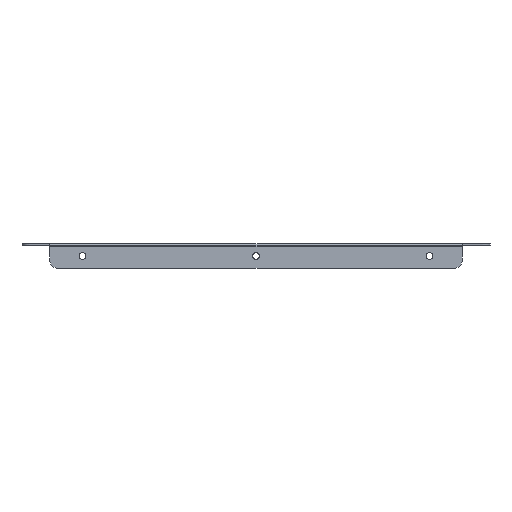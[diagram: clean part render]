
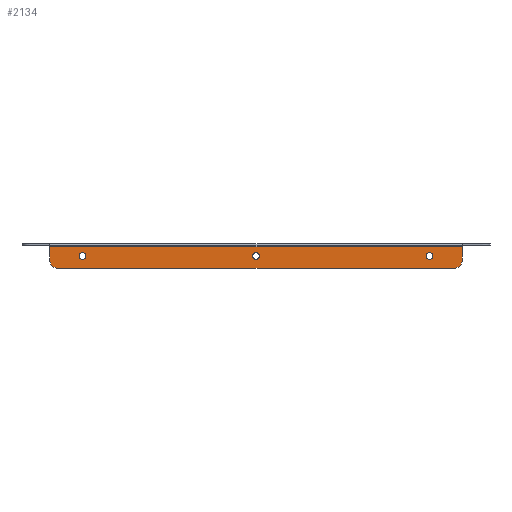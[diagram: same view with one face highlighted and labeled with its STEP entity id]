
A CAD part, front view. The second image highlights one B-rep face of the part: STEP entity #2134.
In plain terms, the highlighted planar face has unit normal (0, -1, 0).
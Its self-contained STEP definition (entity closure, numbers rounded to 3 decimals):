
#14 = VERTEX_POINT ( 'NONE', #1827 ) ;
#26 = VERTEX_POINT ( 'NONE', #2498 ) ;
#38 = AXIS2_PLACEMENT_3D ( 'NONE', #1263, #2578, #2359 ) ;
#105 = EDGE_CURVE ( 'NONE', #2601, #26, #1545, .T. ) ;
#127 = CARTESIAN_POINT ( 'NONE',  ( 121.25, -399.8, -10. ) ) ;
#128 = DIRECTION ( 'NONE',  ( 0., 1., 0. ) ) ;
#154 = LINE ( 'NONE', #1780, #2628 ) ;
#163 = DIRECTION ( 'NONE',  ( 0., 1., 0. ) ) ;
#188 = CARTESIAN_POINT ( 'NONE',  ( 0., -399.8, -15. ) ) ;
#189 = EDGE_CURVE ( 'NONE', #2165, #701, #2195, .T. ) ;
#198 = DIRECTION ( 'NONE',  ( 0., 0., -1. ) ) ;
#238 = EDGE_CURVE ( 'NONE', #701, #2165, #1477, .T. ) ;
#299 = DIRECTION ( 'NONE',  ( 0., 0., 1. ) ) ;
#310 = ORIENTED_EDGE ( 'NONE', *, *, #1427, .T. ) ;
#352 = ORIENTED_EDGE ( 'NONE', *, *, #2233, .T. ) ;
#376 = DIRECTION ( 'NONE',  ( 0., 0., 1. ) ) ;
#382 = DIRECTION ( 'NONE',  ( 1., 0., 0. ) ) ;
#412 = DIRECTION ( 'NONE',  ( 0., 0., 1. ) ) ;
#500 = VERTEX_POINT ( 'NONE', #2616 ) ;
#570 = DIRECTION ( 'NONE',  ( 0., 1., 0. ) ) ;
#610 = EDGE_CURVE ( 'NONE', #1756, #2831, #1611, .T. ) ;
#612 = DIRECTION ( 'NONE',  ( 0., 0., 1. ) ) ;
#701 = VERTEX_POINT ( 'NONE', #1716 ) ;
#735 = PLANE ( 'NONE',  #869 ) ;
#754 = CIRCLE ( 'NONE', #2238, 5. ) ;
#800 = FACE_OUTER_BOUND ( 'NONE', #2031, .T. ) ;
#809 = ORIENTED_EDGE ( 'NONE', *, *, #105, .T. ) ;
#814 = VERTEX_POINT ( 'NONE', #1908 ) ;
#830 = VERTEX_POINT ( 'NONE', #2205 ) ;
#869 = AXIS2_PLACEMENT_3D ( 'NONE', #1144, #2294, #1004 ) ;
#910 = DIRECTION ( 'NONE',  ( 1., 0., 0. ) ) ;
#926 = ORIENTED_EDGE ( 'NONE', *, *, #610, .T. ) ;
#953 = DIRECTION ( 'NONE',  ( 0., 1., 0. ) ) ;
#1000 = CARTESIAN_POINT ( 'NONE',  ( 0., -399.8, -7.5 ) ) ;
#1001 = DIRECTION ( 'NONE',  ( 0., 1., 0. ) ) ;
#1004 = DIRECTION ( 'NONE',  ( 0., 0., 1. ) ) ;
#1087 = AXIS2_PLACEMENT_3D ( 'NONE', #1448, #1902, #412 ) ;
#1120 = LINE ( 'NONE', #188, #1697 ) ;
#1144 = CARTESIAN_POINT ( 'NONE',  ( 0., -399.8, 0. ) ) ;
#1176 = AXIS2_PLACEMENT_3D ( 'NONE', #1000, #128, #2287 ) ;
#1208 = DIRECTION ( 'NONE',  ( 0., -1., 0. ) ) ;
#1216 = CARTESIAN_POINT ( 'NONE',  ( 106.25, -399.8, -5.4 ) ) ;
#1218 = FACE_BOUND ( 'NONE', #1965, .T. ) ;
#1222 = CIRCLE ( 'NONE', #1087, 5. ) ;
#1229 = AXIS2_PLACEMENT_3D ( 'NONE', #2762, #163, #376 ) ;
#1263 = CARTESIAN_POINT ( 'NONE',  ( 106.25, -399.8, -7.5 ) ) ;
#1272 = VECTOR ( 'NONE', #198, 1000. ) ;
#1315 = VERTEX_POINT ( 'NONE', #1975 ) ;
#1341 = CARTESIAN_POINT ( 'NONE',  ( 126.25, -399.8, -1.8 ) ) ;
#1378 = DIRECTION ( 'NONE',  ( 0., 0., 1. ) ) ;
#1382 = LINE ( 'NONE', #1341, #2277 ) ;
#1421 = AXIS2_PLACEMENT_3D ( 'NONE', #1852, #570, #2303 ) ;
#1427 = EDGE_CURVE ( 'NONE', #830, #814, #1466, .T. ) ;
#1448 = CARTESIAN_POINT ( 'NONE',  ( -121.25, -399.8, -10. ) ) ;
#1466 = LINE ( 'NONE', #2215, #1272 ) ;
#1477 = CIRCLE ( 'NONE', #38, 2.1 ) ;
#1484 = ORIENTED_EDGE ( 'NONE', *, *, #1740, .T. ) ;
#1502 = CARTESIAN_POINT ( 'NONE',  ( -106.25, -399.8, -9.6 ) ) ;
#1529 = EDGE_CURVE ( 'NONE', #14, #1315, #754, .T. ) ;
#1545 = CIRCLE ( 'NONE', #2082, 2.1 ) ;
#1611 = CIRCLE ( 'NONE', #2408, 2.1 ) ;
#1640 = EDGE_LOOP ( 'NONE', ( #2387, #2004 ) ) ;
#1641 = CARTESIAN_POINT ( 'NONE',  ( 0., -399.8, -7.5 ) ) ;
#1666 = VERTEX_POINT ( 'NONE', #1895 ) ;
#1697 = VECTOR ( 'NONE', #382, 1000. ) ;
#1716 = CARTESIAN_POINT ( 'NONE',  ( 106.25, -399.8, -9.6 ) ) ;
#1739 = ORIENTED_EDGE ( 'NONE', *, *, #2620, .T. ) ;
#1740 = EDGE_CURVE ( 'NONE', #1666, #14, #1120, .T. ) ;
#1756 = VERTEX_POINT ( 'NONE', #1502 ) ;
#1763 = CIRCLE ( 'NONE', #1176, 2.1 ) ;
#1780 = CARTESIAN_POINT ( 'NONE',  ( 126.25, -399.8, 0. ) ) ;
#1827 = CARTESIAN_POINT ( 'NONE',  ( 121.25, -399.8, -15. ) ) ;
#1852 = CARTESIAN_POINT ( 'NONE',  ( -106.25, -399.8, -7.5 ) ) ;
#1881 = EDGE_CURVE ( 'NONE', #830, #500, #1382, .T. ) ;
#1890 = EDGE_LOOP ( 'NONE', ( #2626, #926 ) ) ;
#1895 = CARTESIAN_POINT ( 'NONE',  ( -121.25, -399.8, -15. ) ) ;
#1896 = ORIENTED_EDGE ( 'NONE', *, *, #2521, .T. ) ;
#1902 = DIRECTION ( 'NONE',  ( 0., -1., 0. ) ) ;
#1908 = CARTESIAN_POINT ( 'NONE',  ( -126.25, -399.8, -10. ) ) ;
#1965 = EDGE_LOOP ( 'NONE', ( #809, #1896 ) ) ;
#1975 = CARTESIAN_POINT ( 'NONE',  ( 126.25, -399.8, -10. ) ) ;
#2004 = ORIENTED_EDGE ( 'NONE', *, *, #238, .T. ) ;
#2031 = EDGE_LOOP ( 'NONE', ( #310, #352, #1484, #2502, #1739, #2533 ) ) ;
#2072 = DIRECTION ( 'NONE',  ( 0., 0., 1. ) ) ;
#2082 = AXIS2_PLACEMENT_3D ( 'NONE', #1641, #1001, #612 ) ;
#2127 = CARTESIAN_POINT ( 'NONE',  ( -106.25, -399.8, -5.4 ) ) ;
#2134 = ADVANCED_FACE ( 'NONE', ( #2662, #1218, #2732, #800 ), #735, .F. ) ;
#2165 = VERTEX_POINT ( 'NONE', #1216 ) ;
#2195 = CIRCLE ( 'NONE', #1229, 2.1 ) ;
#2205 = CARTESIAN_POINT ( 'NONE',  ( -126.25, -399.8, -1.8 ) ) ;
#2212 = CARTESIAN_POINT ( 'NONE',  ( 0., -399.8, -5.4 ) ) ;
#2215 = CARTESIAN_POINT ( 'NONE',  ( -126.25, -399.8, 0. ) ) ;
#2225 = EDGE_CURVE ( 'NONE', #2831, #1756, #2631, .T. ) ;
#2233 = EDGE_CURVE ( 'NONE', #814, #1666, #1222, .T. ) ;
#2238 = AXIS2_PLACEMENT_3D ( 'NONE', #127, #1208, #2072 ) ;
#2242 = CARTESIAN_POINT ( 'NONE',  ( -106.25, -399.8, -7.5 ) ) ;
#2277 = VECTOR ( 'NONE', #910, 1000. ) ;
#2287 = DIRECTION ( 'NONE',  ( 0., 0., 1. ) ) ;
#2294 = DIRECTION ( 'NONE',  ( 0., 1., 0. ) ) ;
#2303 = DIRECTION ( 'NONE',  ( 0., 0., 1. ) ) ;
#2359 = DIRECTION ( 'NONE',  ( 0., 0., 1. ) ) ;
#2387 = ORIENTED_EDGE ( 'NONE', *, *, #189, .T. ) ;
#2408 = AXIS2_PLACEMENT_3D ( 'NONE', #2242, #953, #299 ) ;
#2498 = CARTESIAN_POINT ( 'NONE',  ( 0., -399.8, -9.6 ) ) ;
#2502 = ORIENTED_EDGE ( 'NONE', *, *, #1529, .T. ) ;
#2521 = EDGE_CURVE ( 'NONE', #26, #2601, #1763, .T. ) ;
#2533 = ORIENTED_EDGE ( 'NONE', *, *, #1881, .F. ) ;
#2578 = DIRECTION ( 'NONE',  ( 0., 1., 0. ) ) ;
#2601 = VERTEX_POINT ( 'NONE', #2212 ) ;
#2616 = CARTESIAN_POINT ( 'NONE',  ( 126.25, -399.8, -1.8 ) ) ;
#2620 = EDGE_CURVE ( 'NONE', #1315, #500, #154, .T. ) ;
#2626 = ORIENTED_EDGE ( 'NONE', *, *, #2225, .T. ) ;
#2628 = VECTOR ( 'NONE', #1378, 1000. ) ;
#2631 = CIRCLE ( 'NONE', #1421, 2.1 ) ;
#2662 = FACE_BOUND ( 'NONE', #1890, .T. ) ;
#2732 = FACE_BOUND ( 'NONE', #1640, .T. ) ;
#2762 = CARTESIAN_POINT ( 'NONE',  ( 106.25, -399.8, -7.5 ) ) ;
#2831 = VERTEX_POINT ( 'NONE', #2127 ) ;
